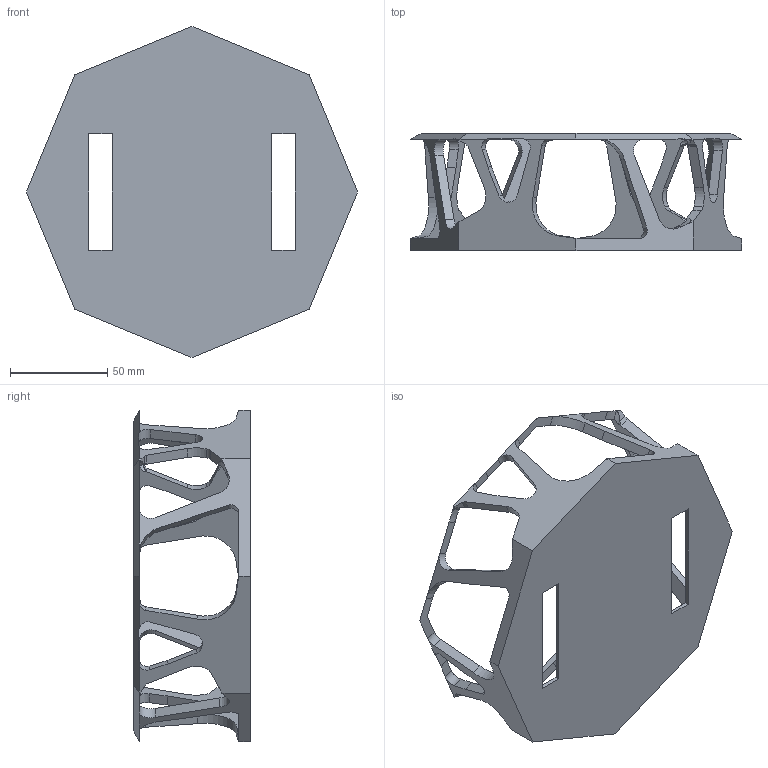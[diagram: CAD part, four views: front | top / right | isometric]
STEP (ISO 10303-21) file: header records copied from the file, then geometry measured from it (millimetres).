
FILE_DESCRIPTION(/* description */ (''),/* implementation_level */ '2;1');
FILE_NAME(/* name */ 'Chassis.step',/* time_stamp */ '2019-10-05T20:20:08+02:00',/* author */ (''),/* organization */ (''),/* preprocessor_version */ 'ST-DEVELOPER v18',/* originating_system */ 'Autodesk Translation Framework v8.6.0.1094',/* authorisation */ '');
FILE_SCHEMA (('AUTOMOTIVE_DESIGN { 1 0 10303 214 3 1 1 }'));
Length unit declared in the file: millimetre
Products named in the file (1): Sim
Bounding box: 170 x 60 x 170 mm (x, y, z)
Volume: 86642.7 mm3; surface area: 68144.9 mm2
Topology: 1 solids, 1 shells, 174 faces, 548 edges, 356 vertices
Faces by surface type: plane 118, cylinder 52, bspline 4
Entity records: 6288 total; most frequent: CARTESIAN_POINT 1283, ORIENTED_EDGE 1096, DIRECTION 1002, EDGE_CURVE 548, LINE 396, VECTOR 396, VERTEX_POINT 356, AXIS2_PLACEMENT_3D 303
